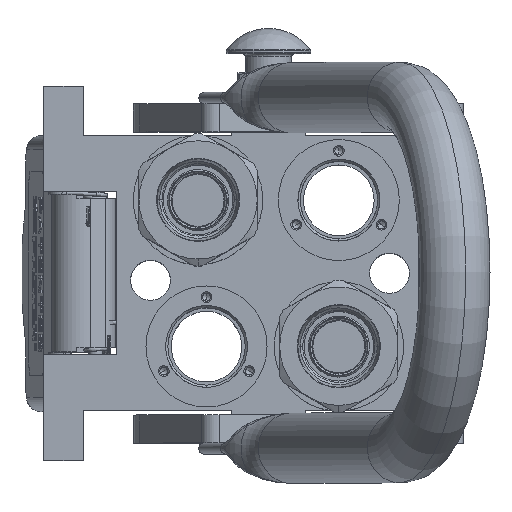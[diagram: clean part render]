
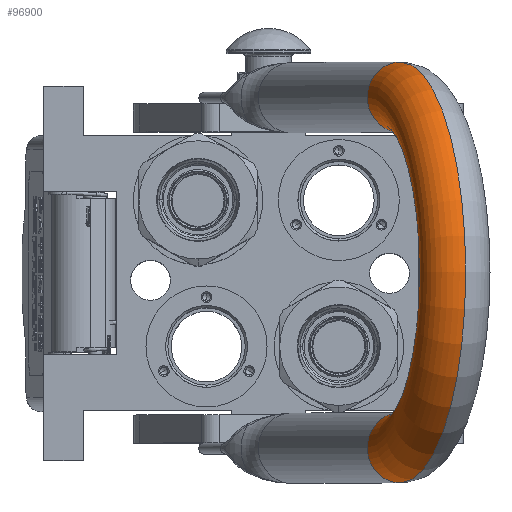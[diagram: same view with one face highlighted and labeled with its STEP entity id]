
A CAD part, top view. The second image highlights one B-rep face of the part: STEP entity #96900.
In plain terms, the highlighted toroidal (fillet/blend) face has major radius 62.25 mm and minor radius 12.5 mm.
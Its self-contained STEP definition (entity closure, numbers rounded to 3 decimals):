
#342 = DIRECTION ( 'NONE',  ( -1., 0., 0. ) ) ;
#7925 = ORIENTED_EDGE ( 'NONE', *, *, #77963, .F. ) ;
#15017 = TOROIDAL_SURFACE ( 'NONE', #112176, 62.25, 12.5 ) ;
#19151 = CARTESIAN_POINT ( 'NONE',  ( 0., 0., 125.25 ) ) ;
#22862 = CARTESIAN_POINT ( 'NONE',  ( -49.75, 0., 125.25 ) ) ;
#23948 = CIRCLE ( 'NONE', #48216, 74.75 ) ;
#27160 = EDGE_LOOP ( 'NONE', ( #66034, #62790, #7925, #124190 ) ) ;
#27230 = CARTESIAN_POINT ( 'NONE',  ( 74.75, 0., 125.25 ) ) ;
#27713 = CARTESIAN_POINT ( 'NONE',  ( 0., 0., 125.25 ) ) ;
#30188 = DIRECTION ( 'NONE',  ( 0., 1., 0. ) ) ;
#34598 = AXIS2_PLACEMENT_3D ( 'NONE', #96672, #123338, #122494 ) ;
#39455 = AXIS2_PLACEMENT_3D ( 'NONE', #107070, #48046, #342 ) ;
#41883 = VERTEX_POINT ( 'NONE', #22862 ) ;
#42604 = CARTESIAN_POINT ( 'NONE',  ( 49.75, 0., 125.25 ) ) ;
#43449 = VERTEX_POINT ( 'NONE', #27230 ) ;
#44072 = DIRECTION ( 'NONE',  ( 0., 0., -1. ) ) ;
#48046 = DIRECTION ( 'NONE',  ( 0., 1., 0. ) ) ;
#48216 = AXIS2_PLACEMENT_3D ( 'NONE', #27713, #95773, #114434 ) ;
#58233 = VERTEX_POINT ( 'NONE', #109908 ) ;
#62790 = ORIENTED_EDGE ( 'NONE', *, *, #99505, .F. ) ;
#66034 = ORIENTED_EDGE ( 'NONE', *, *, #120520, .T. ) ;
#69827 = FACE_OUTER_BOUND ( 'NONE', #27160, .T. ) ;
#73437 = CARTESIAN_POINT ( 'NONE',  ( 62.25, 0., 125.25 ) ) ;
#77963 = EDGE_CURVE ( 'NONE', #58233, #43449, #23948, .T. ) ;
#84959 = AXIS2_PLACEMENT_3D ( 'NONE', #73437, #44072, #110755 ) ;
#93407 = CIRCLE ( 'NONE', #84959, 12.5 ) ;
#95773 = DIRECTION ( 'NONE',  ( 0., 1., 0. ) ) ;
#96672 = CARTESIAN_POINT ( 'NONE',  ( -62.25, 0., 125.25 ) ) ;
#96900 = ADVANCED_FACE ( 'NONE', ( #69827 ), #15017, .T. ) ;
#97421 = DIRECTION ( 'NONE',  ( 1., 0., 0. ) ) ;
#99505 = EDGE_CURVE ( 'NONE', #43449, #119133, #93407, .T. ) ;
#107070 = CARTESIAN_POINT ( 'NONE',  ( 0., 0., 125.25 ) ) ;
#108348 = CIRCLE ( 'NONE', #34598, 12.5 ) ;
#109908 = CARTESIAN_POINT ( 'NONE',  ( -74.75, 0., 125.25 ) ) ;
#110755 = DIRECTION ( 'NONE',  ( 1., 0., 0. ) ) ;
#112176 = AXIS2_PLACEMENT_3D ( 'NONE', #19151, #30188, #97421 ) ;
#114434 = DIRECTION ( 'NONE',  ( -1., 0., 0. ) ) ;
#114732 = CIRCLE ( 'NONE', #39455, 49.75 ) ;
#119133 = VERTEX_POINT ( 'NONE', #42604 ) ;
#120520 = EDGE_CURVE ( 'NONE', #41883, #119133, #114732, .T. ) ;
#121611 = EDGE_CURVE ( 'NONE', #58233, #41883, #108348, .T. ) ;
#122494 = DIRECTION ( 'NONE',  ( -1., 0., 0. ) ) ;
#123338 = DIRECTION ( 'NONE',  ( 0., 0., 1. ) ) ;
#124190 = ORIENTED_EDGE ( 'NONE', *, *, #121611, .T. ) ;
